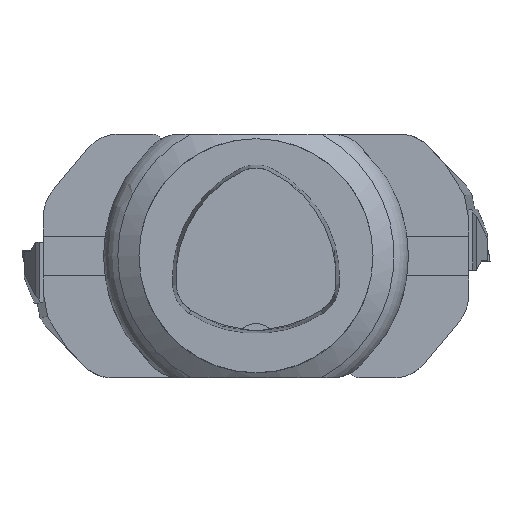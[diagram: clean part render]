
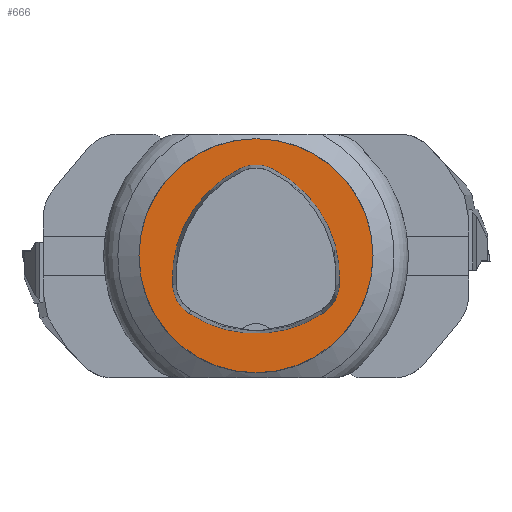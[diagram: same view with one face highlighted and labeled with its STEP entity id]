
A CAD part, top view. The second image highlights one B-rep face of the part: STEP entity #666.
In plain terms, the highlighted planar face has unit normal (0, 0, 1).
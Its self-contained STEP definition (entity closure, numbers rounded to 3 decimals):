
#588=PLANE('',#2794);
#666=ADVANCED_FACE('',(#895,#896),#588,.T.);
#817=CIRCLE('',#2781,50.);
#819=CIRCLE('',#2788,15.5);
#820=CIRCLE('',#2789,52.);
#821=CIRCLE('',#2790,15.5);
#822=CIRCLE('',#2791,52.);
#823=CIRCLE('',#2792,15.5);
#824=CIRCLE('',#2793,52.);
#895=FACE_BOUND('',#927,.T.);
#896=FACE_BOUND('',#928,.T.);
#927=EDGE_LOOP('',(#1104));
#928=EDGE_LOOP('',(#1105,#1106,#1107,#1108,#1109,#1110));
#1104=ORIENTED_EDGE('',*,*,#1918,.F.);
#1105=ORIENTED_EDGE('',*,*,#1928,.T.);
#1106=ORIENTED_EDGE('',*,*,#1929,.T.);
#1107=ORIENTED_EDGE('',*,*,#1930,.T.);
#1108=ORIENTED_EDGE('',*,*,#1931,.T.);
#1109=ORIENTED_EDGE('',*,*,#1932,.T.);
#1110=ORIENTED_EDGE('',*,*,#1933,.T.);
#1710=VERTEX_POINT('',#3717);
#1720=VERTEX_POINT('',#3738);
#1721=VERTEX_POINT('',#3739);
#1722=VERTEX_POINT('',#3741);
#1723=VERTEX_POINT('',#3743);
#1724=VERTEX_POINT('',#3745);
#1725=VERTEX_POINT('',#3747);
#1918=EDGE_CURVE('',#1710,#1710,#817,.T.);
#1928=EDGE_CURVE('',#1720,#1721,#819,.T.);
#1929=EDGE_CURVE('',#1721,#1722,#820,.T.);
#1930=EDGE_CURVE('',#1722,#1723,#821,.T.);
#1931=EDGE_CURVE('',#1723,#1724,#822,.T.);
#1932=EDGE_CURVE('',#1724,#1725,#823,.T.);
#1933=EDGE_CURVE('',#1725,#1720,#824,.T.);
#2781=AXIS2_PLACEMENT_3D('',#3716,#3037,#3038);
#2788=AXIS2_PLACEMENT_3D('',#3737,#3055,#3056);
#2789=AXIS2_PLACEMENT_3D('',#3740,#3057,#3058);
#2790=AXIS2_PLACEMENT_3D('',#3742,#3059,#3060);
#2791=AXIS2_PLACEMENT_3D('',#3744,#3061,#3062);
#2792=AXIS2_PLACEMENT_3D('',#3746,#3063,#3064);
#2793=AXIS2_PLACEMENT_3D('',#3748,#3065,#3066);
#2794=AXIS2_PLACEMENT_3D('',#3749,#3067,#3068);
#3037=DIRECTION('',(0.,0.,-1.));
#3038=DIRECTION('',(-1.,0.,0.));
#3055=DIRECTION('',(0.,0.,-1.));
#3056=DIRECTION('',(-0.5,0.866,0.));
#3057=DIRECTION('',(0.,0.,-1.));
#3058=DIRECTION('',(-0.5,0.866,0.));
#3059=DIRECTION('',(0.,0.,-1.));
#3060=DIRECTION('',(-0.5,0.866,0.));
#3061=DIRECTION('',(0.,0.,-1.));
#3062=DIRECTION('',(-0.5,0.866,0.));
#3063=DIRECTION('',(0.,0.,-1.));
#3064=DIRECTION('',(-0.5,0.866,0.));
#3065=DIRECTION('',(0.,0.,-1.));
#3066=DIRECTION('',(-0.5,0.866,0.));
#3067=DIRECTION('',(0.,0.,1.));
#3068=DIRECTION('',(-1.,0.,0.));
#3716=CARTESIAN_POINT('',(0.,0.,0.));
#3717=CARTESIAN_POINT('',(-50.,0.,0.));
#3737=CARTESIAN_POINT('',(20.135,-11.625,0.));
#3738=CARTESIAN_POINT('',(35.607,-12.566,0.));
#3739=CARTESIAN_POINT('',(28.686,-24.553,0.));
#3740=CARTESIAN_POINT('',(0.,18.819,0.));
#3741=CARTESIAN_POINT('',(-28.686,-24.553,0.));
#3742=CARTESIAN_POINT('',(-20.135,-11.625,0.));
#3743=CARTESIAN_POINT('',(-35.607,-12.566,0.));
#3744=CARTESIAN_POINT('',(16.298,-9.409,0.));
#3745=CARTESIAN_POINT('',(-6.921,37.119,0.));
#3746=CARTESIAN_POINT('',(0.,23.25,0.));
#3747=CARTESIAN_POINT('',(6.921,37.119,0.));
#3748=CARTESIAN_POINT('',(-16.298,-9.409,0.));
#3749=CARTESIAN_POINT('',(0.,0.,0.));
